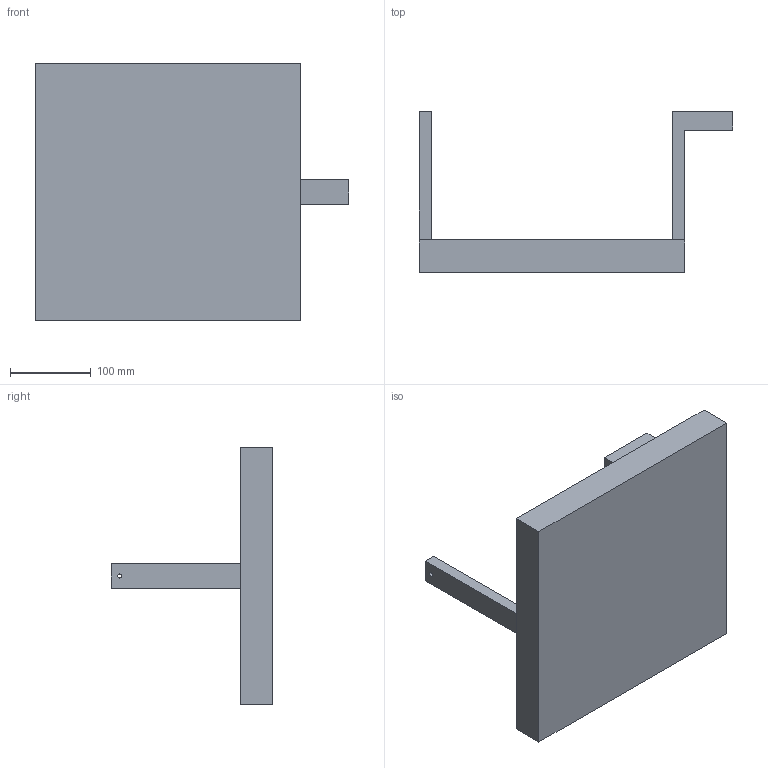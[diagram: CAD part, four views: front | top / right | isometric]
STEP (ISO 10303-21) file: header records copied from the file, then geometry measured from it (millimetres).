
FILE_DESCRIPTION (( 'STEP AP214' ), '1' );
FILE_NAME ('Base.STEP', '2023-12-05T16:41:19', ( '' ), ( '' ), 'SwSTEP 2.0', 'SolidWorks 2023', '' );
FILE_SCHEMA (( 'AUTOMOTIVE_DESIGN' ));
Length unit declared in the file: millimetre
Products named in the file (1): Base
Bounding box: 389.75 x 200 x 320 mm (x, y, z)
Volume: 2203692.5 mm3; surface area: 330825.4 mm2
Topology: 1 solids, 1 shells, 33 faces, 86 edges, 56 vertices
Faces by surface type: plane 29, cylinder 4
Entity records: 1027 total; most frequent: CARTESIAN_POINT 176, ORIENTED_EDGE 172, DIRECTION 162, EDGE_CURVE 86, VECTOR 78, LINE 78, VERTEX_POINT 56, AXIS2_PLACEMENT_3D 42
